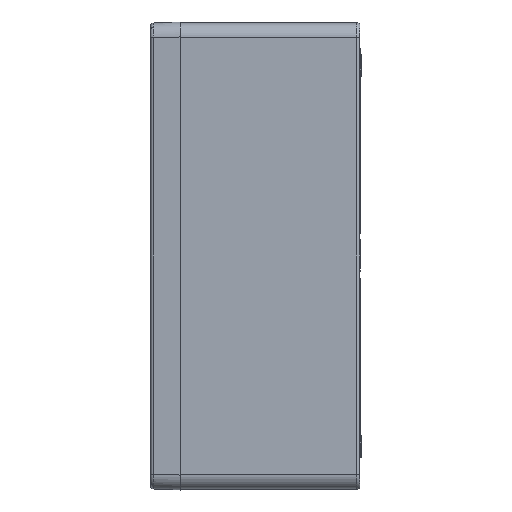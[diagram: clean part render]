
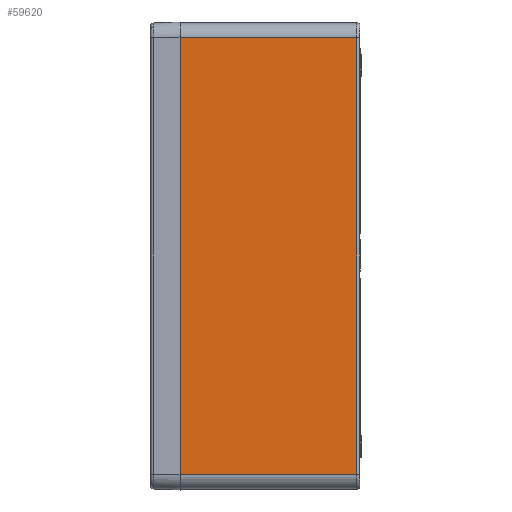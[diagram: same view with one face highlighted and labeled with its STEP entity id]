
A CAD part, left-side view. The second image highlights one B-rep face of the part: STEP entity #59620.
In plain terms, the highlighted planar face has unit normal (-1, 0, 0).
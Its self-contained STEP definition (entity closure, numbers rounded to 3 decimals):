
#10927 = CARTESIAN_POINT ( 'NONE',  ( -201.5, -118., -146. ) ) ;
#10987 = DIRECTION ( 'NONE',  ( 0., 0., 1. ) ) ;
#10988 = VECTOR ( 'NONE', #10987, 1000. ) ;
#10989 = CARTESIAN_POINT ( 'NONE',  ( -201.5, -118., 146. ) ) ;
#10990 = LINE ( 'NONE', #10989, #10988 ) ;
#10996 = CARTESIAN_POINT ( 'NONE',  ( -201.5, -118., 146. ) ) ;
#11009 = DIRECTION ( 'NONE',  ( 0., 1., 0. ) ) ;
#11010 = VECTOR ( 'NONE', #11009, 1000. ) ;
#11011 = CARTESIAN_POINT ( 'NONE',  ( -201.5, -120., 146. ) ) ;
#11012 = LINE ( 'NONE', #11011, #11010 ) ;
#11039 = DIRECTION ( 'NONE',  ( 0., -1., 0. ) ) ;
#11040 = VECTOR ( 'NONE', #11039, 1000. ) ;
#11041 = CARTESIAN_POINT ( 'NONE',  ( -201.5, -120., -146. ) ) ;
#11042 = LINE ( 'NONE', #11041, #11040 ) ;
#11077 = DIRECTION ( 'NONE',  ( 0., 0., 1. ) ) ;
#11079 = DIRECTION ( 'NONE',  ( -1., 0., 0. ) ) ;
#11080 = CARTESIAN_POINT ( 'NONE',  ( -201.5, -120., -156. ) ) ;
#11081 = AXIS2_PLACEMENT_3D ( 'NONE', #11080, #11079, #11077 ) ;
#11085 = PLANE ( 'NONE',  #11081 ) ;
#11086 = FACE_OUTER_BOUND ( 'NONE', #59613, .T. ) ;
#24928 = CARTESIAN_POINT ( 'NONE',  ( -201.5, 0., -146. ) ) ;
#24983 = CARTESIAN_POINT ( 'NONE',  ( -201.5, 0., 146. ) ) ;
#25072 = DIRECTION ( 'NONE',  ( 0., 0., 1. ) ) ;
#25073 = VECTOR ( 'NONE', #25072, 1000. ) ;
#25074 = CARTESIAN_POINT ( 'NONE',  ( -201.5, 0., -156. ) ) ;
#25075 = LINE ( 'NONE', #25074, #25073 ) ;
#59526 = VERTEX_POINT ( 'NONE', #10927 ) ;
#59557 = ORIENTED_EDGE ( 'NONE', *, *, #63311, .F. ) ;
#59565 = EDGE_CURVE ( 'NONE', #59526, #59594, #10990, .T. ) ;
#59580 = EDGE_CURVE ( 'NONE', #59594, #63287, #11012, .T. ) ;
#59585 = ORIENTED_EDGE ( 'NONE', *, *, #59565, .T. ) ;
#59589 = ORIENTED_EDGE ( 'NONE', *, *, #59580, .T. ) ;
#59594 = VERTEX_POINT ( 'NONE', #10996 ) ;
#59606 = EDGE_CURVE ( 'NONE', #63278, #59526, #11042, .T. ) ;
#59610 = ORIENTED_EDGE ( 'NONE', *, *, #59606, .T. ) ;
#59613 = EDGE_LOOP ( 'NONE', ( #59610, #59585, #59589, #59557 ) ) ;
#59620 = ADVANCED_FACE ( 'NONE', ( #11086 ), #11085, .T. ) ;
#63278 = VERTEX_POINT ( 'NONE', #24928 ) ;
#63287 = VERTEX_POINT ( 'NONE', #24983 ) ;
#63311 = EDGE_CURVE ( 'NONE', #63278, #63287, #25075, .T. ) ;
